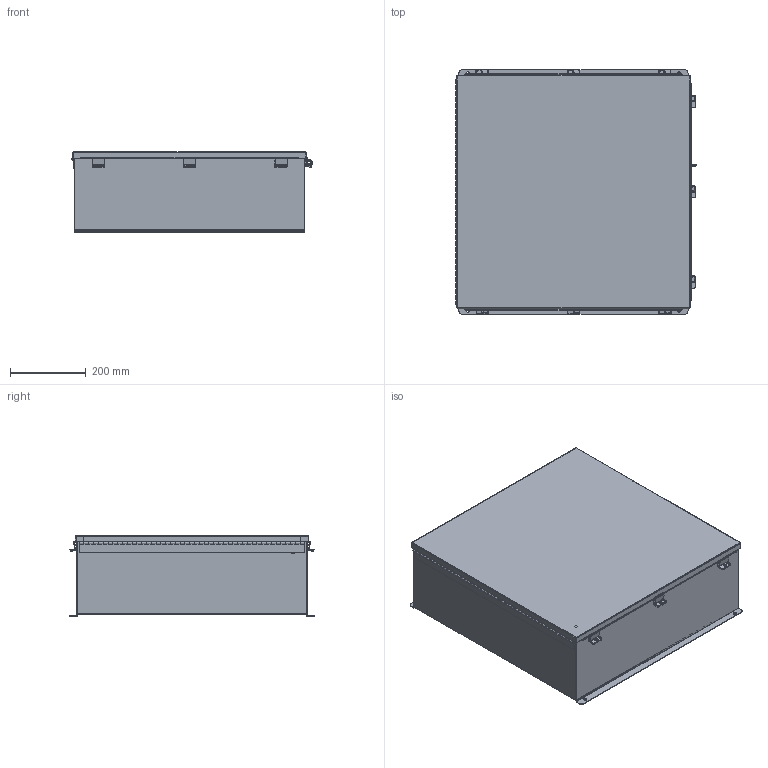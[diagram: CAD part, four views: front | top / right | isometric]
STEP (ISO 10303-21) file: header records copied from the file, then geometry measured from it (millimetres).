
FILE_DESCRIPTION (( 'STEP AP203' ), '1' );
FILE_NAME ('N242408CHNFSS6WP.STEP', '2014-03-05T22:20:25', ( 'changeme' ), ( 'Microsoft' ), 'SwSTEP 2.0', 'SolidWorks 2013', '' );
FILE_SCHEMA (( 'CONFIG_CONTROL_DESIGN' ));
Length unit declared in the file: inch
Products named in the file (15): N242408CHNFSS6WP JIC Clamp Bracket; N242408CHNFSS6WP JIC Cover Clamp; N242408CHNFSS6WP JIC Top; N242408CHNFSS6WP JIC Enclosure Template; N242408CHNFSS6WP JIC Bottom; N242408CHNFSS6WP Hinge Cover Side JIC; N242408CHNFSS6WP Hinge Body Side; N242408CHNFSS6WP HW-CD-S-25020-034; N242408CHNFSS6WP _JIC Hinge; HW-CLH-JH-20154; N242408CHNFSS6WP JIC_Cover_Template; HW-CLH-JH-20104; N242408CHNFSS6WP JIC_Standoff; N242408CHNFSS6WP; N242408CHNFSS6WP JIC Backpanel
Assembly tree (34 placements, depth 3):
  N242408CHNFSS6WP
    N242408CHNFSS6WP JIC Enclosure Template
    N242408CHNFSS6WP _JIC Hinge
      N242408CHNFSS6WP Hinge Body Side
      N242408CHNFSS6WP Hinge Cover Side JIC
    N242408CHNFSS6WP JIC_Cover_Template
    N242408CHNFSS6WP JIC_Standoff  x4
    N242408CHNFSS6WP JIC Backpanel
    N242408CHNFSS6WP JIC Clamp Bracket  x9
    N242408CHNFSS6WP JIC Cover Clamp  x9
    N242408CHNFSS6WP JIC Top
    N242408CHNFSS6WP JIC Bottom
    N242408CHNFSS6WP HW-CD-S-25020-034  x2
    HW-CLH-JH-20154
    HW-CLH-JH-20104
Bounding box: 636.82 x 647.08 x 213.1 mm (x, y, z)
Volume: 3255580 mm3; surface area: 3466579.4 mm2
Topology: 33 solids, 33 shells, 1148 faces, 2765 edges, 1689 vertices
Faces by surface type: plane 715, cylinder 413, bspline 8, torus 8, cone 4
Entity records: 24867 total; most frequent: CARTESIAN_POINT 4268, DIRECTION 3996, ORIENTED_EDGE 3778, EDGE_CURVE 1889, AXIS2_PLACEMENT_3D 1347, VECTOR 1302, LINE 1302, VERTEX_POINT 1171
